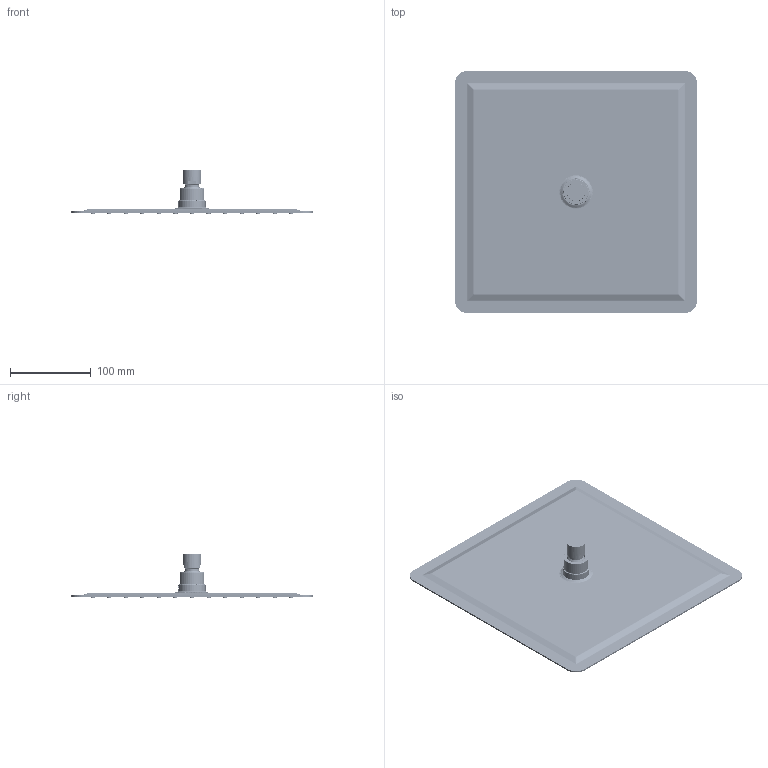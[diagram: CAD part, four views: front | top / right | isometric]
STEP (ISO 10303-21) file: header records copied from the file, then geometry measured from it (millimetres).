
FILE_DESCRIPTION(/* description */ (''),/* implementation_level */ '2;1');
FILE_NAME(/* name */ '3D_TVC000402300_Universal Beschriftung im Kopf muss raus.step',/* time_stamp */ '2023-02-22T11:26:45+01:00',/* author */ (''),/* organization */ (''),/* preprocessor_version */ 'ST-DEVELOPER v19.2',/* originating_system */ 'Autodesk Translation Framework v11.17.0.187',/* authorisation */ '');
FILE_SCHEMA (('AUTOMOTIVE_DESIGN { 1 0 10303 214 3 1 1 }'));
Products named in the file (7): (Nicht gespeichert); MSBC0079-XQ_ASM; STCT0033-XQ; STTR0019-XX; STCT0118-XQ; STLB0038-P1; STST0041-XX
Assembly tree (6 placements, depth 3):
  (Nicht gespeichert)
    MSBC0079-XQ_ASM
      STCT0033-XQ
      STTR0019-XX
      STCT0118-XQ
    STLB0038-P1
    STST0041-XX
Bounding box: 300 x 300 x 55 mm (x, y, z)
Volume: 198000.2 mm3; surface area: 387790.4 mm2
Topology: 5 solids, 174 shells, 2329 faces, 5030 edges, 3226 vertices
Faces by surface type: cone 683, cylinder 554, plane 553, torus 514, bspline 16, sphere 9
Full cylindrical faces by diameter (mm): 1.2 x169, 3.3 x1, 4 x171, 4.1 x169, 18 x1, 22.9 x1, 23.2 x1, 26.7 x1, 27 x1, 29.5 x1, 31 x1, 33.5 x1
Entity records: 69827 total; most frequent: CARTESIAN_POINT 14508, DIRECTION 13293, ORIENTED_EDGE 9720, AXIS2_PLACEMENT_3D 5991, EDGE_CURVE 5029, CIRCLE 3665, VERTEX_POINT 3226, EDGE_LOOP 3189
